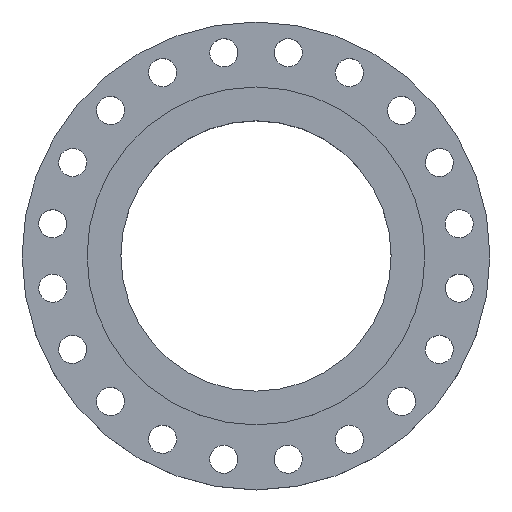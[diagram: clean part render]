
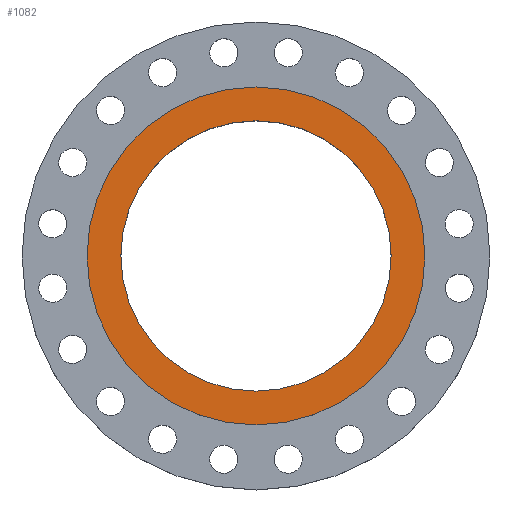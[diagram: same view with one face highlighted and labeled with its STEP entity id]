
A CAD part, top view. The second image highlights one B-rep face of the part: STEP entity #1082.
In plain terms, the highlighted planar face has unit normal (0, 0, 1).
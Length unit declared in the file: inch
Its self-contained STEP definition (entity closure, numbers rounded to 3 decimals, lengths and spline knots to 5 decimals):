
#37 = FACE_OUTER_BOUND ( 'NONE', #84, .T. ) ;
#84 = EDGE_LOOP ( 'NONE', ( #441, #169 ) ) ;
#127 = AXIS2_PLACEMENT_3D ( 'NONE', #800, #1412, #1191 ) ;
#168 = DIRECTION ( 'NONE',  ( 0., 0., 1. ) ) ;
#169 = ORIENTED_EDGE ( 'NONE', *, *, #274, .T. ) ;
#227 = EDGE_CURVE ( 'NONE', #1908, #976, #855, .T. ) ;
#269 = CIRCLE ( 'NONE', #1307, 9.75 ) ;
#274 = EDGE_CURVE ( 'NONE', #803, #1658, #269, .T. ) ;
#279 = DIRECTION ( 'NONE',  ( 1., 0., 0. ) ) ;
#352 = CARTESIAN_POINT ( 'NONE',  ( 9.75, 0., 0.25 ) ) ;
#381 = EDGE_CURVE ( 'NONE', #976, #1908, #1336, .T. ) ;
#408 = DIRECTION ( 'NONE',  ( 0., 0., 1. ) ) ;
#441 = ORIENTED_EDGE ( 'NONE', *, *, #1689, .T. ) ;
#492 = CARTESIAN_POINT ( 'NONE',  ( -9.75, 0., 0.25 ) ) ;
#514 = CIRCLE ( 'NONE', #127, 9.75 ) ;
#580 = CARTESIAN_POINT ( 'NONE',  ( 0., 0., 0.25 ) ) ;
#693 = CARTESIAN_POINT ( 'NONE',  ( 0., 0., 0.25 ) ) ;
#694 = AXIS2_PLACEMENT_3D ( 'NONE', #1691, #168, #1393 ) ;
#800 = CARTESIAN_POINT ( 'NONE',  ( 0., 0., 0.25 ) ) ;
#803 = VERTEX_POINT ( 'NONE', #352 ) ;
#813 = DIRECTION ( 'NONE',  ( 0., 0., 1. ) ) ;
#855 = CIRCLE ( 'NONE', #1014, 7.8 ) ;
#899 = CARTESIAN_POINT ( 'NONE',  ( -7.8, 0., 0.25 ) ) ;
#976 = VERTEX_POINT ( 'NONE', #1695 ) ;
#1014 = AXIS2_PLACEMENT_3D ( 'NONE', #580, #1202, #279 ) ;
#1082 = ADVANCED_FACE ( 'NONE', ( #1128, #37 ), #1726, .T. ) ;
#1128 = FACE_BOUND ( 'NONE', #1227, .T. ) ;
#1191 = DIRECTION ( 'NONE',  ( 1., 0., 0. ) ) ;
#1202 = DIRECTION ( 'NONE',  ( 0., 0., 1. ) ) ;
#1227 = EDGE_LOOP ( 'NONE', ( #1312, #1343 ) ) ;
#1307 = AXIS2_PLACEMENT_3D ( 'NONE', #1657, #408, #1646 ) ;
#1312 = ORIENTED_EDGE ( 'NONE', *, *, #227, .F. ) ;
#1324 = AXIS2_PLACEMENT_3D ( 'NONE', #693, #813, #1574 ) ;
#1336 = CIRCLE ( 'NONE', #694, 7.8 ) ;
#1343 = ORIENTED_EDGE ( 'NONE', *, *, #381, .F. ) ;
#1393 = DIRECTION ( 'NONE',  ( 1., 0., 0. ) ) ;
#1412 = DIRECTION ( 'NONE',  ( 0., 0., 1. ) ) ;
#1574 = DIRECTION ( 'NONE',  ( 1., 0., 0. ) ) ;
#1646 = DIRECTION ( 'NONE',  ( 1., 0., 0. ) ) ;
#1657 = CARTESIAN_POINT ( 'NONE',  ( 0., 0., 0.25 ) ) ;
#1658 = VERTEX_POINT ( 'NONE', #492 ) ;
#1689 = EDGE_CURVE ( 'NONE', #1658, #803, #514, .T. ) ;
#1691 = CARTESIAN_POINT ( 'NONE',  ( 0., 0., 0.25 ) ) ;
#1695 = CARTESIAN_POINT ( 'NONE',  ( 7.8, 0., 0.25 ) ) ;
#1726 = PLANE ( 'NONE',  #1324 ) ;
#1908 = VERTEX_POINT ( 'NONE', #899 ) ;
